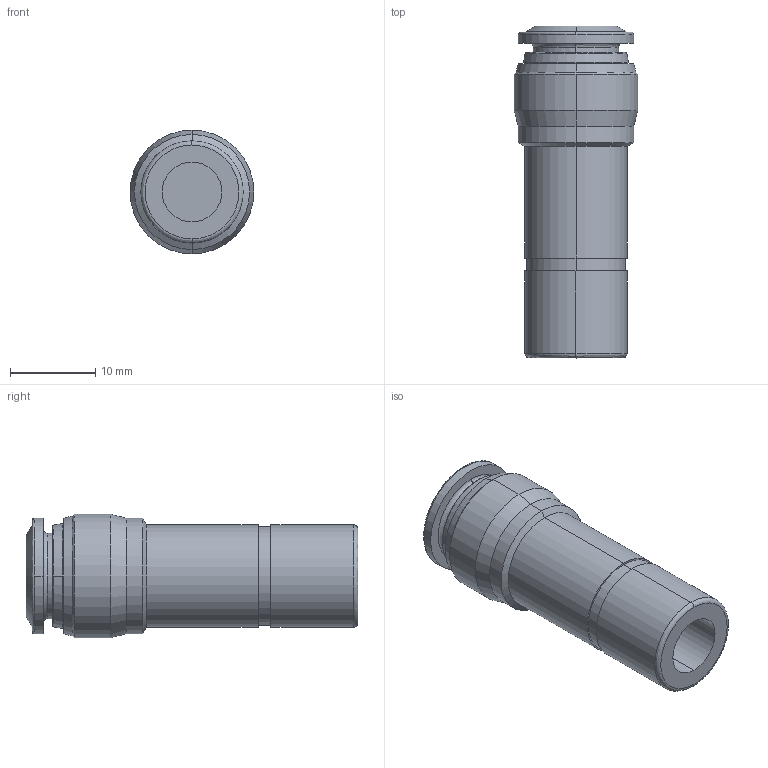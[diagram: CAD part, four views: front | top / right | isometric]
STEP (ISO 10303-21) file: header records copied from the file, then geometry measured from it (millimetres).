
FILE_DESCRIPTION (( 'STEP AP214' ), '1' );
FILE_NAME ('5770000007A.STEP', '2016-12-02T08:16:03', ( '' ), ( '' ), 'SwSTEP 2.0', 'SolidWorks 2016', '' );
FILE_SCHEMA (( 'AUTOMOTIVE_DESIGN' ));
Length unit declared in the file: millimetre
Products named in the file (2): 5770000007A
Bounding box: 14.5 x 38.9 x 14.5 mm (x, y, z)
Volume: 4085.2 mm3; surface area: 2349.6 mm2
Topology: 1 solids, 1 shells, 62 faces, 142 edges, 88 vertices
Faces by surface type: cylinder 18, cone 18, plane 16, bspline 10
Entity records: 2235 total; most frequent: CARTESIAN_POINT 813, DIRECTION 300, ORIENTED_EDGE 284, EDGE_CURVE 142, AXIS2_PLACEMENT_3D 124, VERTEX_POINT 88, EDGE_LOOP 72, CIRCLE 70
